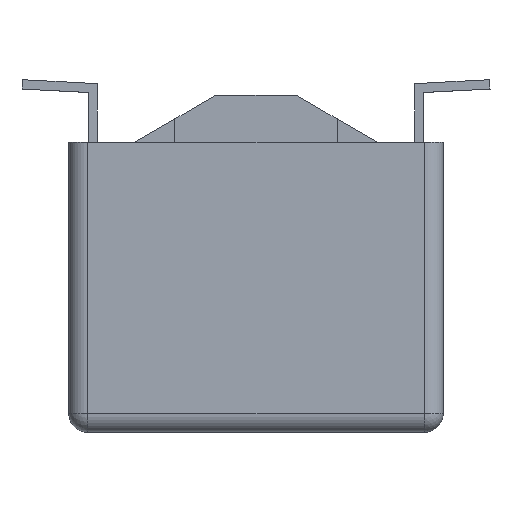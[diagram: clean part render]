
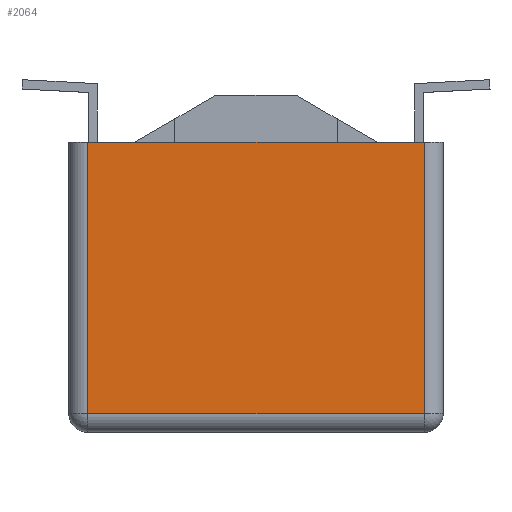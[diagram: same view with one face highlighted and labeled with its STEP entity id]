
A CAD part, left-side view. The second image highlights one B-rep face of the part: STEP entity #2064.
In plain terms, the highlighted planar face has unit normal (-1, 0, 0).
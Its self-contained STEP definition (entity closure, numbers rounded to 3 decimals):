
#148=DIRECTION('',(0.,-1.,0.));
#149=VECTOR('',#148,5.4);
#150=CARTESIAN_POINT('',(-5.,2.7,-1.));
#151=LINE('',#150,#149);
#356=DIRECTION('',(0.,0.,-1.));
#357=VECTOR('',#356,4.35);
#358=CARTESIAN_POINT('',(-5.,-2.7,-1.));
#359=LINE('',#358,#357);
#360=DIRECTION('',(0.,1.,0.));
#361=VECTOR('',#360,5.4);
#362=CARTESIAN_POINT('',(-5.,-2.7,-5.35));
#363=LINE('',#362,#361);
#364=DIRECTION('',(0.,0.,-1.));
#365=VECTOR('',#364,4.35);
#366=CARTESIAN_POINT('',(-5.,2.7,-1.));
#367=LINE('',#366,#365);
#1361=CARTESIAN_POINT('',(-5.,-2.7,-5.35));
#1362=VERTEX_POINT('',#1361);
#1364=CARTESIAN_POINT('',(-5.,2.7,-5.35));
#1366=VERTEX_POINT('',#1364);
#1665=CARTESIAN_POINT('',(-5.,-2.7,-1.));
#1667=VERTEX_POINT('',#1665);
#1670=CARTESIAN_POINT('',(-5.,2.7,-1.));
#1672=VERTEX_POINT('',#1670);
#2053=CARTESIAN_POINT('',(-5.,3.,-1.));
#2054=DIRECTION('',(-1.,0.,0.));
#2055=DIRECTION('',(0.,-1.,0.));
#2056=AXIS2_PLACEMENT_3D('',#2053,#2054,#2055);
#2057=PLANE('',#2056);
#2058=ORIENTED_EDGE('',*,*,#2046,.T.);
#2059=ORIENTED_EDGE('',*,*,#1995,.T.);
#2060=ORIENTED_EDGE('',*,*,#1968,.F.);
#2061=ORIENTED_EDGE('',*,*,#1744,.T.);
#2062=EDGE_LOOP('',(#2058,#2059,#2060,#2061));
#2063=FACE_OUTER_BOUND('',#2062,.F.);
#1744=EDGE_CURVE('',#1672,#1667,#151,.T.);
#1968=EDGE_CURVE('',#1672,#1366,#367,.T.);
#1995=EDGE_CURVE('',#1362,#1366,#363,.T.);
#2046=EDGE_CURVE('',#1667,#1362,#359,.T.);
#2064=ADVANCED_FACE('',(#2063),#2057,.T.);
